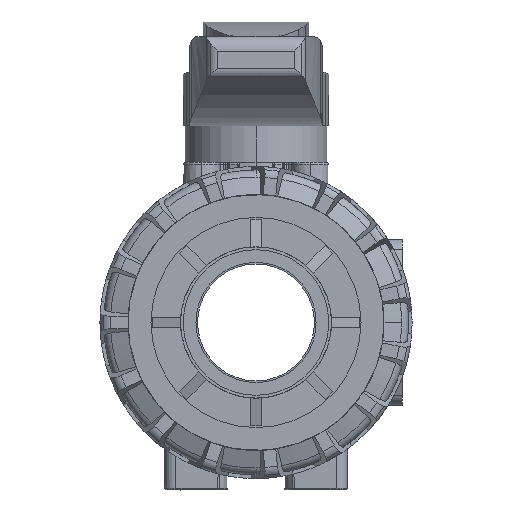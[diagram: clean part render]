
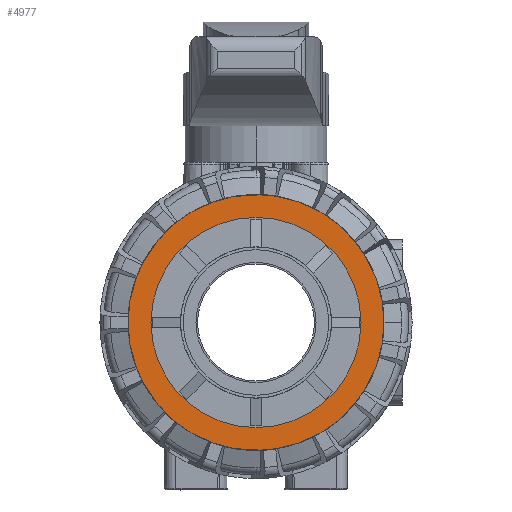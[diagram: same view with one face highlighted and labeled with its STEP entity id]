
A CAD part, left-side view. The second image highlights one B-rep face of the part: STEP entity #4977.
In plain terms, the highlighted planar face has unit normal (-1, 0, 0).
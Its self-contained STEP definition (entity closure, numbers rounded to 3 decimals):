
#4977=ADVANCED_FACE('',(#10087,#10088),#10089,.T.);
#10087=FACE_BOUND('',#28262,.T.);
#10088=FACE_OUTER_BOUND('',#28263,.T.);
#10089=PLANE('',#28264);
#28262=EDGE_LOOP('',(#42748,#42749));
#28263=EDGE_LOOP('',(#42750,#42751));
#28264=AXIS2_PLACEMENT_3D('',#42752,#42753,#42754);
#42748=ORIENTED_EDGE('',*,*,#49749,.T.);
#42749=ORIENTED_EDGE('',*,*,#48623,.T.);
#42750=ORIENTED_EDGE('',*,*,#48618,.T.);
#42751=ORIENTED_EDGE('',*,*,#49798,.T.);
#42752=CARTESIAN_POINT('',(485.677,191.829,0.0));
#42753=DIRECTION('',(-1.0,0.0,0.0));
#42754=DIRECTION('',(0.0,0.0,1.0));
#48618=EDGE_CURVE('',#56777,#56841,#56843,.T.);
#48623=EDGE_CURVE('',#56846,#56850,#56852,.T.);
#49749=EDGE_CURVE('',#56850,#56846,#58557,.T.);
#49798=EDGE_CURVE('',#56841,#56777,#58609,.T.);
#56777=VERTEX_POINT('',#74996);
#56841=VERTEX_POINT('',#75061);
#56843=CIRCLE('',#75064,35.15);
#56846=VERTEX_POINT('',#75067);
#56850=VERTEX_POINT('',#75072);
#56852=CIRCLE('',#75075,28.85);
#58557=CIRCLE('',#77898,28.85);
#58609=CIRCLE('',#78029,35.15);
#74996=CARTESIAN_POINT('',(485.677,156.679,0.0));
#75061=CARTESIAN_POINT('',(485.677,226.979,0.));
#75064=AXIS2_PLACEMENT_3D('',#85902,#85903,#85904);
#75067=CARTESIAN_POINT('',(485.677,191.829,-28.85));
#75072=CARTESIAN_POINT('',(485.677,191.829,28.85));
#75075=AXIS2_PLACEMENT_3D('',#85910,#85911,#85912);
#77898=AXIS2_PLACEMENT_3D('',#87493,#87494,#87495);
#78029=AXIS2_PLACEMENT_3D('',#87521,#87522,#87523);
#85902=CARTESIAN_POINT('',(485.677,191.829,0.0));
#85903=DIRECTION('',(-1.0,0.0,0.0));
#85904=DIRECTION('',(0.0,0.0,1.0));
#85910=CARTESIAN_POINT('',(485.677,191.829,0.0));
#85911=DIRECTION('',(1.0,0.0,0.0));
#85912=DIRECTION('',(0.0,0.0,-1.0));
#87493=CARTESIAN_POINT('',(485.677,191.829,0.0));
#87494=DIRECTION('',(1.0,0.0,0.0));
#87495=DIRECTION('',(0.0,0.0,-1.0));
#87521=CARTESIAN_POINT('',(485.677,191.829,0.0));
#87522=DIRECTION('',(-1.0,0.0,0.0));
#87523=DIRECTION('',(0.0,0.0,1.0));
